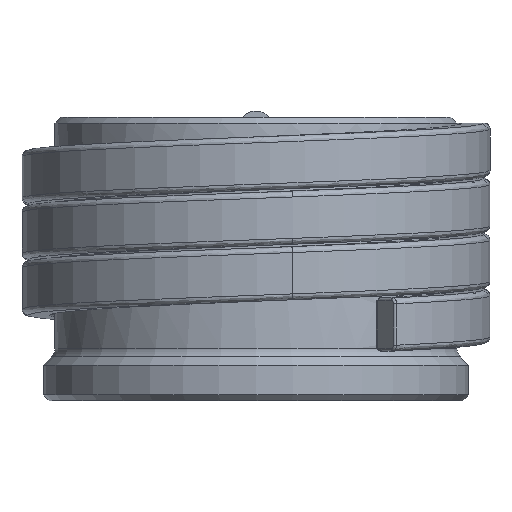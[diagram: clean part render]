
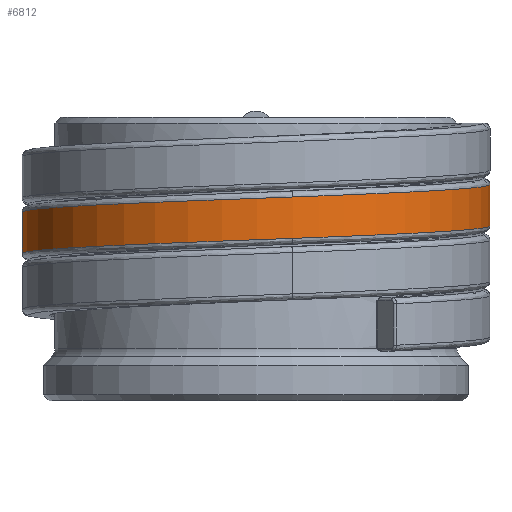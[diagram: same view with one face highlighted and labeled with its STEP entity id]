
A CAD part, left-side view. The second image highlights one B-rep face of the part: STEP entity #6812.
In plain terms, the highlighted cylindrical face has radius 19.8 mm (diameter 39.6 mm), a partial arc.
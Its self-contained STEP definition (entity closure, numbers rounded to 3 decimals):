
#1762=DIRECTION('',(0.,0.,1.));
#1763=VECTOR('',#1762,3.5);
#1764=CARTESIAN_POINT('',(18.477,-7.116,-13.));
#1765=LINE('',#1764,#1763);
#2409=CARTESIAN_POINT('',(9.104,-17.583,
-5.343));
#2410=CARTESIAN_POINT('',(7.996,-18.157,
-5.39));
#2411=CARTESIAN_POINT('',(5.67,-19.094,
-5.484));
#2412=CARTESIAN_POINT('',(1.979,-19.82,
-5.626));
#2413=CARTESIAN_POINT('',(-1.783,-19.838,
-5.767));
#2414=CARTESIAN_POINT('',(-5.481,-19.149,
-5.909));
#2415=CARTESIAN_POINT('',(-8.983,-17.778,
-6.05));
#2416=CARTESIAN_POINT('',(-12.166,-15.772,
-6.191));
#2417=CARTESIAN_POINT('',(-14.914,-13.203,
-6.333));
#2418=CARTESIAN_POINT('',(-17.13,-10.164,
-6.474));
#2419=CARTESIAN_POINT('',(-18.736,-6.762,
-6.616));
#2420=CARTESIAN_POINT('',(-19.36,-4.333,
-6.71));
#2421=CARTESIAN_POINT('',(-19.556,-3.1,
-6.757));
#2441=CARTESIAN_POINT('',(9.104,-17.583,
-8.843));
#2442=CARTESIAN_POINT('',(7.996,-18.157,
-8.89));
#2443=CARTESIAN_POINT('',(5.67,-19.094,
-8.984));
#2444=CARTESIAN_POINT('',(1.979,-19.82,
-9.126));
#2445=CARTESIAN_POINT('',(-1.783,-19.838,
-9.267));
#2446=CARTESIAN_POINT('',(-5.481,-19.149,
-9.409));
#2447=CARTESIAN_POINT('',(-8.983,-17.778,
-9.55));
#2448=CARTESIAN_POINT('',(-12.166,-15.772,
-9.691));
#2449=CARTESIAN_POINT('',(-14.914,-13.203,
-9.833));
#2450=CARTESIAN_POINT('',(-17.13,-10.164,
-9.974));
#2451=CARTESIAN_POINT('',(-18.736,-6.762,
-10.116));
#2452=CARTESIAN_POINT('',(-19.36,-4.333,
-10.21));
#2453=CARTESIAN_POINT('',(-19.556,-3.1,
-10.257));
#2455=CARTESIAN_POINT('',(-19.556,-3.1,
-10.257));
#2456=CARTESIAN_POINT('',(-19.755,-1.842,
-10.306));
#2457=CARTESIAN_POINT('',(-19.911,0.712,
-10.402));
#2458=CARTESIAN_POINT('',(-19.404,4.517,
-10.546));
#2459=CARTESIAN_POINT('',(-18.178,8.155,
-10.69));
#2460=CARTESIAN_POINT('',(-16.277,11.489,
-10.835));
#2461=CARTESIAN_POINT('',(-13.771,14.398,
-10.979));
#2462=CARTESIAN_POINT('',(-10.754,16.771,
-11.123));
#2463=CARTESIAN_POINT('',(-7.338,18.523,
-11.268));
#2464=CARTESIAN_POINT('',(-3.65,19.586,
-11.412));
#2465=CARTESIAN_POINT('',(0.174,19.923,
-11.557));
#2466=CARTESIAN_POINT('',(3.991,19.519,-11.701));
#2467=CARTESIAN_POINT('',(7.66,18.392,-11.845));
#2468=CARTESIAN_POINT('',(11.045,16.581,-11.99));
#2469=CARTESIAN_POINT('',(14.02,14.155,-12.134));
#2470=CARTESIAN_POINT('',(16.475,11.204,-12.278));
#2471=CARTESIAN_POINT('',(18.317,7.836,-12.423));
#2472=CARTESIAN_POINT('',(19.48,4.178,-12.567));
#2473=CARTESIAN_POINT('',(19.92,0.365,
-12.711));
#2474=CARTESIAN_POINT('',(19.62,-3.462,
-12.856));
#2475=CARTESIAN_POINT('',(18.935,-5.928,
-12.952));
#2476=CARTESIAN_POINT('',(18.477,-7.116,-13.));
#2478=DIRECTION('',(0.,0.,1.));
#2479=VECTOR('',#2478,3.5);
#2480=CARTESIAN_POINT('',(9.104,-17.583,
-8.843));
#2481=LINE('',#2480,#2479);
#2523=CARTESIAN_POINT('',(-19.556,-3.1,
-10.257));
#2829=CARTESIAN_POINT('',(-19.556,-3.1,
-6.757));
#2836=CARTESIAN_POINT('',(-19.556,-3.1,
-6.757));
#2837=CARTESIAN_POINT('',(-19.755,-1.842,
-6.806));
#2838=CARTESIAN_POINT('',(-19.911,0.712,
-6.902));
#2839=CARTESIAN_POINT('',(-19.404,4.517,
-7.046));
#2840=CARTESIAN_POINT('',(-18.178,8.155,
-7.19));
#2841=CARTESIAN_POINT('',(-16.277,11.489,
-7.335));
#2842=CARTESIAN_POINT('',(-13.771,14.398,
-7.479));
#2843=CARTESIAN_POINT('',(-10.754,16.771,
-7.623));
#2844=CARTESIAN_POINT('',(-7.338,18.523,
-7.768));
#2845=CARTESIAN_POINT('',(-3.65,19.586,
-7.912));
#2846=CARTESIAN_POINT('',(0.174,19.923,
-8.057));
#2847=CARTESIAN_POINT('',(3.991,19.519,-8.201));
#2848=CARTESIAN_POINT('',(7.66,18.392,-8.345));
#2849=CARTESIAN_POINT('',(11.045,16.581,-8.49));
#2850=CARTESIAN_POINT('',(14.02,14.155,-8.634));
#2851=CARTESIAN_POINT('',(16.475,11.204,-8.778));
#2852=CARTESIAN_POINT('',(18.317,7.836,-8.923));
#2853=CARTESIAN_POINT('',(19.48,4.178,-9.067));
#2854=CARTESIAN_POINT('',(19.92,0.365,
-9.211));
#2855=CARTESIAN_POINT('',(19.62,-3.462,
-9.356));
#2856=CARTESIAN_POINT('',(18.935,-5.928,
-9.452));
#2857=CARTESIAN_POINT('',(18.477,-7.116,-9.5));
#3725=CARTESIAN_POINT('',(9.104,-17.583,
-8.843));
#3726=CARTESIAN_POINT('',(9.104,-17.583,
-5.343));
#3727=VERTEX_POINT('',#3725);
#3728=VERTEX_POINT('',#3726);
#3737=VERTEX_POINT('',#2523);
#3738=VERTEX_POINT('',#2829);
#3742=VERTEX_POINT('',#2476);
#3743=VERTEX_POINT('',#2857);
#6796=CARTESIAN_POINT('',(0.,0.,-0.5));
#6797=DIRECTION('',(0.,0.,-1.));
#6798=DIRECTION('',(0.46,-0.888,0.));
#6799=AXIS2_PLACEMENT_3D('',#6796,#6797,#6798);
#6800=CYLINDRICAL_SURFACE('',#6799,19.8);
#6802=ORIENTED_EDGE('',*,*,#6801,.T.);
#6804=ORIENTED_EDGE('',*,*,#6803,.T.);
#6805=ORIENTED_EDGE('',*,*,#5489,.T.);
#6807=ORIENTED_EDGE('',*,*,#6806,.F.);
#6808=ORIENTED_EDGE('',*,*,#6774,.F.);
#6809=ORIENTED_EDGE('',*,*,#5455,.F.);
#6810=EDGE_LOOP('',(#6802,#6804,#6805,#6807,#6808,#6809));
#6811=FACE_OUTER_BOUND('',#6810,.F.);
#2422=B_SPLINE_CURVE_WITH_KNOTS('',3,(#2409,#2410,#2411,#2412,#2413,#2414,#2415,
#2416,#2417,#2418,#2419,#2420,#2421),.UNSPECIFIED.,.F.,.F.,(4,1,1,1,1,1,1,1,1,1,
4),(0.,0.1,0.2,0.3,0.4,0.5,0.6,0.7,0.8,0.9,1.),
.UNSPECIFIED.);
#2454=B_SPLINE_CURVE_WITH_KNOTS('',3,(#2441,#2442,#2443,#2444,#2445,#2446,#2447,
#2448,#2449,#2450,#2451,#2452,#2453),.UNSPECIFIED.,.F.,.F.,(4,1,1,1,1,1,1,1,1,1,
4),(0.,0.1,0.2,0.3,0.4,0.5,0.6,0.7,0.8,0.9,1.),
.UNSPECIFIED.);
#2477=B_SPLINE_CURVE_WITH_KNOTS('',3,(#2455,#2456,#2457,#2458,#2459,#2460,#2461,
#2462,#2463,#2464,#2465,#2466,#2467,#2468,#2469,#2470,#2471,#2472,#2473,#2474,
#2475,#2476),.UNSPECIFIED.,.F.,.F.,(4,1,1,1,1,1,1,1,1,1,1,1,1,1,1,1,1,1,1,4),(
0.,0.053,0.105,0.158,0.211,
0.263,0.316,0.368,0.421,
0.474,0.526,0.579,0.632,
0.684,0.737,0.789,0.842,
0.895,0.947,1.),.UNSPECIFIED.);
#2858=B_SPLINE_CURVE_WITH_KNOTS('',3,(#2836,#2837,#2838,#2839,#2840,#2841,#2842,
#2843,#2844,#2845,#2846,#2847,#2848,#2849,#2850,#2851,#2852,#2853,#2854,#2855,
#2856,#2857),.UNSPECIFIED.,.F.,.F.,(4,1,1,1,1,1,1,1,1,1,1,1,1,1,1,1,1,1,1,4),(
0.,0.053,0.105,0.158,0.211,
0.263,0.316,0.368,0.421,
0.474,0.526,0.579,0.632,
0.684,0.737,0.789,0.842,
0.895,0.947,1.),.UNSPECIFIED.);
#5455=EDGE_CURVE('',#3727,#3728,#2481,.T.);
#5489=EDGE_CURVE('',#3742,#3743,#1765,.T.);
#6774=EDGE_CURVE('',#3728,#3738,#2422,.T.);
#6801=EDGE_CURVE('',#3727,#3737,#2454,.T.);
#6803=EDGE_CURVE('',#3737,#3742,#2477,.T.);
#6806=EDGE_CURVE('',#3738,#3743,#2858,.T.);
#6812=ADVANCED_FACE('',(#6811),#6800,.T.);
